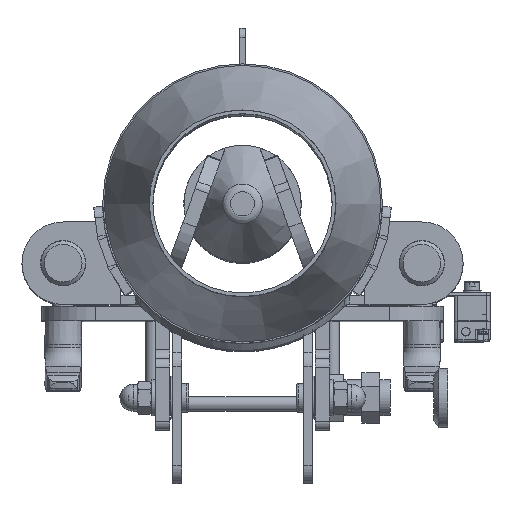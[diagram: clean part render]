
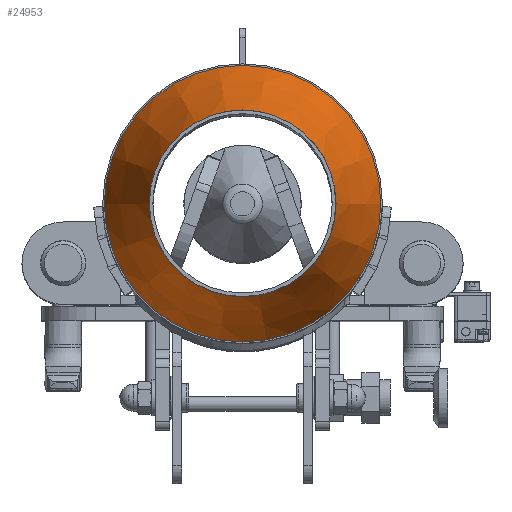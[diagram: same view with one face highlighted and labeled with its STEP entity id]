
A CAD part, top view. The second image highlights one B-rep face of the part: STEP entity #24953.
In plain terms, the highlighted conical face has half-angle 20.603 degrees and reference radius 64.637 mm.
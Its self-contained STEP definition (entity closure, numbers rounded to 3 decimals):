
#851=CONICAL_SURFACE('',#26994,64.637,0.36);
#2358=FACE_OUTER_BOUND('',#3781,.T.);
#3781=EDGE_LOOP('',(#19049,#19050,#19051,#19052));
#5168=CIRCLE('',#26993,52.137);
#5169=CIRCLE('',#26995,77.137);
#6491=LINE('',#42731,#8308);
#8308=VECTOR('',#31720,64.637);
#10610=VERTEX_POINT('',#42726);
#10611=VERTEX_POINT('',#42729);
#13597=EDGE_CURVE('',#10610,#10610,#5168,.T.);
#13598=EDGE_CURVE('',#10611,#10611,#5169,.T.);
#13599=EDGE_CURVE('',#10611,#10610,#6491,.T.);
#19049=ORIENTED_EDGE('',*,*,#13598,.F.);
#19050=ORIENTED_EDGE('',*,*,#13599,.T.);
#19051=ORIENTED_EDGE('',*,*,#13597,.T.);
#19052=ORIENTED_EDGE('',*,*,#13599,.F.);
#24953=ADVANCED_FACE('',(#2358),#851,.T.);
#26993=AXIS2_PLACEMENT_3D('',#42727,#31714,#31715);
#26994=AXIS2_PLACEMENT_3D('',#42728,#31716,#31717);
#26995=AXIS2_PLACEMENT_3D('',#42730,#31718,#31719);
#31714=DIRECTION('center_axis',(0.,0.,-1.));
#31715=DIRECTION('ref_axis',(-1.,0.,0.));
#31716=DIRECTION('center_axis',(0.,0.,-1.));
#31717=DIRECTION('ref_axis',(-1.,0.,0.));
#31718=DIRECTION('center_axis',(0.,0.,
-1.));
#31719=DIRECTION('ref_axis',(-1.,0.,0.));
#31720=DIRECTION('',(-0.352,0.,0.936));
#42726=CARTESIAN_POINT('',(52.137,0.,316.5));
#42727=CARTESIAN_POINT('Origin',(0.,0.,
316.5));
#42728=CARTESIAN_POINT('Origin',(0.,0.,
283.25));
#42729=CARTESIAN_POINT('',(77.137,0.,250.));
#42730=CARTESIAN_POINT('Origin',(0.,0.,
250.));
#42731=CARTESIAN_POINT('',(64.637,0.,283.25));
